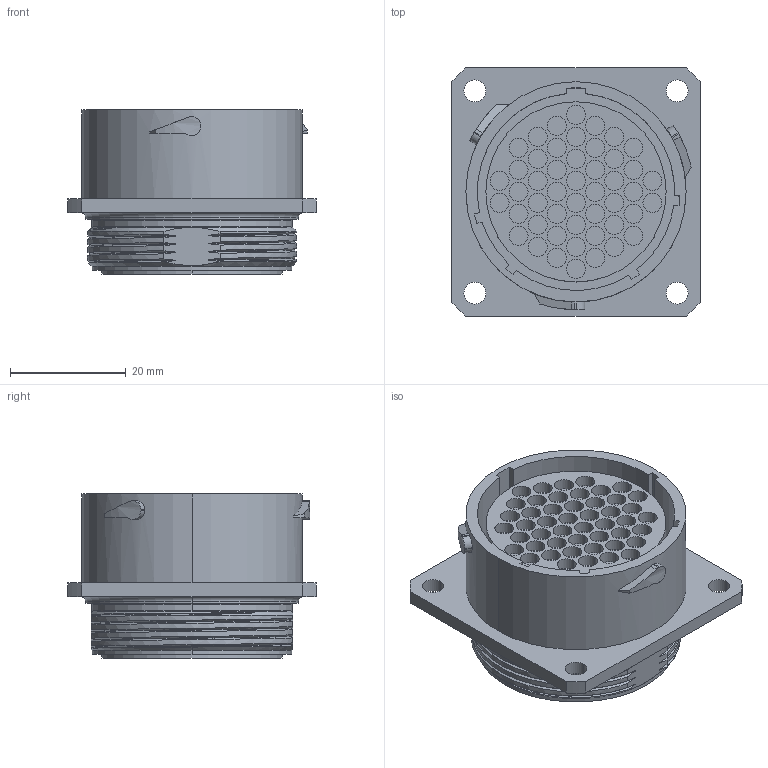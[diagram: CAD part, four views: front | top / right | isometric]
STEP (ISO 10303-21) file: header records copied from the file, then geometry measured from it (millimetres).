
FILE_DESCRIPTION((''),'2;1');
FILE_NAME('UT002448S-CATA_SW_ASM','2010-12-03T',('Gsineau'),(''),'PRO/ENGINEER BY PARAMETRIC TECHNOLOGY CORPORATION, 2010140','PRO/ENGINEER BY PARAMETRIC TECHNOLOGY CORPORATION, 2010140','');
FILE_SCHEMA(('CONFIG_CONTROL_DESIGN'));
Length unit declared in the file: inch
Products named in the file (1): UT002448S-CATA_SW_ASM
Bounding box: 42.87 x 42.87 x 28.33 mm (x, y, z)
Volume: 27171.2 mm3; surface area: 11564.9 mm2
Topology: 1 solids, 1 shells, 430 faces, 957 edges, 634 vertices
Faces by surface type: cylinder 250, plane 139, bspline 30, torus 6, cone 5
Entity records: 14733 total; most frequent: CARTESIAN_POINT 4937, DIRECTION 2114, ORIENTED_EDGE 1914, EDGE_CURVE 957, AXIS2_PLACEMENT_3D 890, VERTEX_POINT 634, EDGE_LOOP 543, CIRCLE 489
